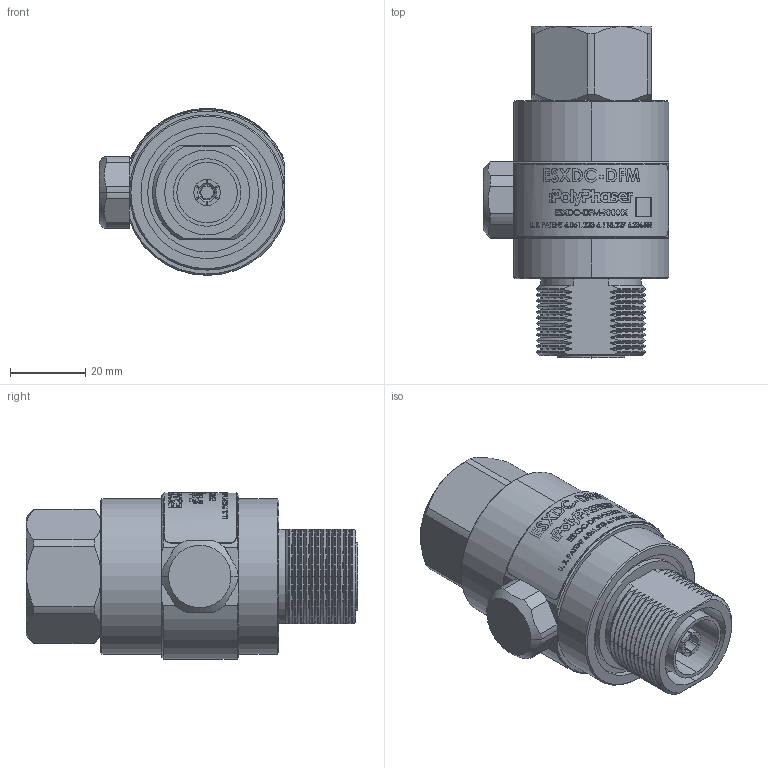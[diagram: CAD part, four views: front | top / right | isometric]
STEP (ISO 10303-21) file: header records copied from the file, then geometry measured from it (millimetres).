
FILE_DESCRIPTION (( 'STEP AP214' ), '1' );
FILE_NAME ('ESXDC-DFM.STEP', '2019-07-30T18:44:26', ( '' ), ( '' ), 'SwSTEP 2.0', 'SolidWorks 2019', '' );
FILE_SCHEMA (( 'AUTOMOTIVE_DESIGN' ));
Length unit declared in the file: inch
Products named in the file (27): 1359-0002; 2003-1052_Hidden; 3800-285; 7040-0043; 7040-0065; 1499-0001_99842A113; 4035-0072; 7020-3568; ESXDC-DFM; 7040-0060; 5800-0202; 7020-3569^ESXDC-DFM; ESXDC-DFM-B^ESXDC-DFM; 7050-0010_Hidden; 5800-0203; ESXDC-DFM-C^ESXDC-DFM; 7060-0017_Hidden; 2812-0004; 4041-0010; 4035-0071; 1502-0716; 4041-0009; 3800-285-1; 4050-0012; 7040-0037; 4041-0011; 4052-0027
Assembly tree (24 placements, depth 3):
  2003-1052_Hidden
  ESXDC-DFM
    4041-0009
    7040-0037
    3800-285-1
      3800-285
    7040-0065
    5800-0202
    5800-0203
    4050-0012  x2
    4035-0072
    4041-0011  x2
    2812-0004  x2
    1499-0001_99842A113
    4052-0027  x2
    4041-0010
    4035-0071
    7040-0043
    7040-0060
    1359-0002
    1502-0716
    7020-3568
  7020-3569^ESXDC-DFM
  ESXDC-DFM-B^ESXDC-DFM
  7050-0010_Hidden
Bounding box: 49.15 x 87.93 x 44.2 mm (x, y, z)
Volume: 73633.8 mm3; surface area: 52483.2 mm2
Topology: 23 solids, 23 shells, 1489 faces, 3756 edges, 2443 vertices
Faces by surface type: bspline 458, plane 432, cylinder 369, cone 170, torus 60
Entity records: 80855 total; most frequent: CARTESIAN_POINT 37957, ORIENTED_EDGE 7236, DIRECTION 5042, EDGE_CURVE 3618, VERTEX_POINT 2359, AXIS2_PLACEMENT_3D 2078, B_SPLINE_CURVE_WITH_KNOTS 1644, EDGE_LOOP 1571
